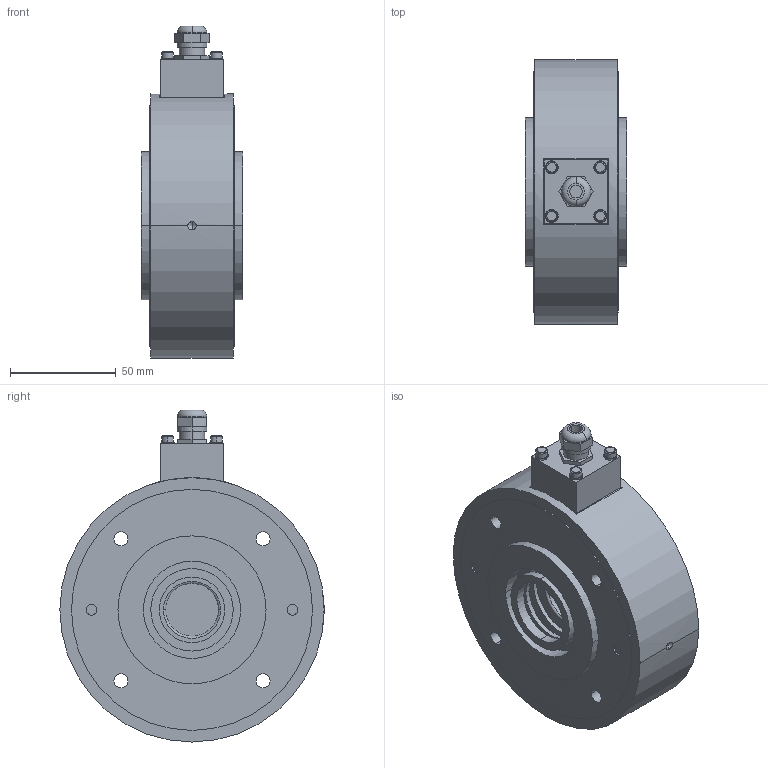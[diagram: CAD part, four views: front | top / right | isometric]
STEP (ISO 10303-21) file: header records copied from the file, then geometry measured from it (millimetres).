
FILE_DESCRIPTION((''),'2;1');
FILE_NAME('31101795_-.stp','2019-10-07T11:49:37',(''),(''),'Mechanical Desktop 2009','Mechanical Desktop 2009',', , ');
FILE_SCHEMA(('CONFIG_CONTROL_DESIGN'));
Length unit declared in the file: millimetre
Products named in the file (32): ZEICHNUNG7; ZEICHNUNG1; L49693; L4832404; L47956; TEIL1AAA; L47955; TEIL1; I-6KT_SCHRAUBE_M6X35NKA; I-6KT_SCHRAUBE_M6X35NK; I-6KT_SCHRAUBE_M3X25A; I-6KT_SCHRAUBE_M3X25; FEDERRING_M3; FEDERRING_M3A; SICHERUNGSRING_J52; SICHERUNGSRING_J52A; V_RING_V32A; V_RING_V32AA; L4340303; TEIL1AAAA; PENDELKUGELLAGER_1205TV; PENDELKUGELLAGER_1205TVA; KABELVERSCHRAUBUNG_PG7; KABELVERSCHRAUBUNG_PG7A; L49083; TEIL1A; RM_SDBA; L49026; TEIL1AA; FLANSCHDOSE_14S-2P_4-POLIG; FLANSCHDOSE_14S-2P_4-POLIGA; RM_SDB
Assembly tree (36 placements, depth 5):
  ZEICHNUNG7
    ZEICHNUNG1
      L49693
        L4832404
        L47956
          TEIL1AAA
        L47955
          TEIL1
        I-6KT_SCHRAUBE_M6X35NKA  x2
          I-6KT_SCHRAUBE_M6X35NK
        I-6KT_SCHRAUBE_M3X25A  x4
          I-6KT_SCHRAUBE_M3X25
        FEDERRING_M3  x4
          FEDERRING_M3A
        SICHERUNGSRING_J52
          SICHERUNGSRING_J52A
        V_RING_V32A
          V_RING_V32AA
        L4340303  x2
          TEIL1AAAA
        PENDELKUGELLAGER_1205TV
          PENDELKUGELLAGER_1205TVA
        KABELVERSCHRAUBUNG_PG7
          KABELVERSCHRAUBUNG_PG7A
        L49083
          TEIL1A
    RM_SDBA  x3
  L49026
  TEIL1AA
  FLANSCHDOSE_14S-2P_4-POLIG
  FLANSCHDOSE_14S-2P_4-POLIGA
Bounding box: 48.1 x 125 x 157 mm (x, y, z)
Volume: 459845.4 mm3; surface area: 138221.6 mm2
Topology: 20 solids, 20 shells, 375 faces, 903 edges, 589 vertices
Faces by surface type: cylinder 212, plane 111, cone 28, torus 22, bspline 2
Entity records: 9770 total; most frequent: DIRECTION 1743, CARTESIAN_POINT 1687, ORIENTED_EDGE 1350, AXIS2_PLACEMENT_3D 735, EDGE_CURVE 675, VERTEX_POINT 445, CIRCLE 398, EDGE_LOOP 382
